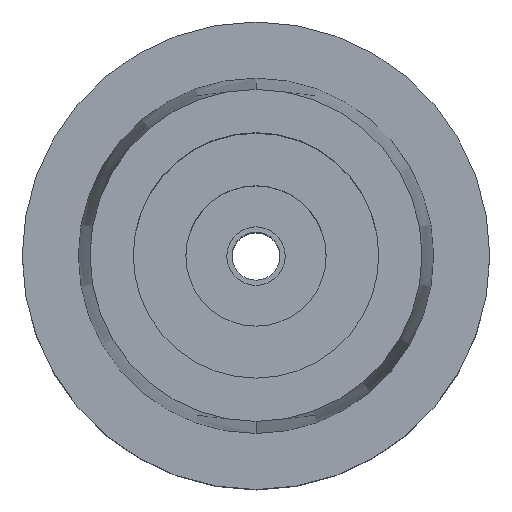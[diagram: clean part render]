
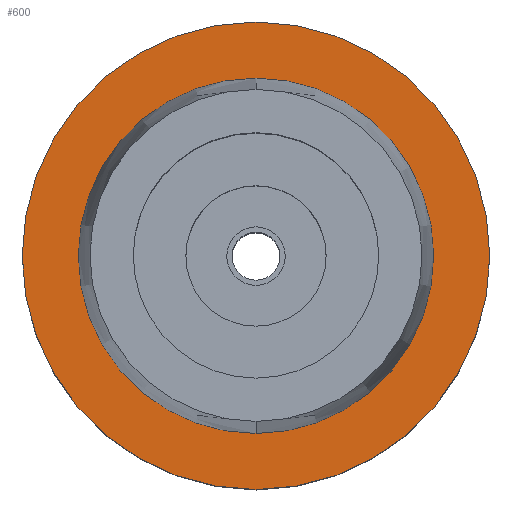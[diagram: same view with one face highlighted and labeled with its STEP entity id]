
A CAD part, top view. The second image highlights one B-rep face of the part: STEP entity #600.
In plain terms, the highlighted planar face has unit normal (0, 0, 1).
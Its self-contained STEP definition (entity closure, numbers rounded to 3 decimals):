
#35 = ORIENTED_EDGE ( 'NONE', *, *, #2594, .F. ) ;
#39 = DIRECTION ( 'NONE',  ( 0., 0., 1. ) ) ;
#69 = PLANE ( 'NONE',  #1981 ) ;
#157 = CARTESIAN_POINT ( 'NONE',  ( 0., 0., 0. ) ) ;
#219 = VERTEX_POINT ( 'NONE', #2569 ) ;
#260 = CARTESIAN_POINT ( 'NONE',  ( 0., -20., 0. ) ) ;
#393 = DIRECTION ( 'NONE',  ( 0., -1., 0. ) ) ;
#397 = CIRCLE ( 'NONE', #1631, 20. ) ;
#447 = CARTESIAN_POINT ( 'NONE',  ( 0., 0., 0. ) ) ;
#452 = EDGE_CURVE ( 'NONE', #1268, #219, #397, .T. ) ;
#475 = DIRECTION ( 'NONE',  ( 0., 0., 1. ) ) ;
#593 = VERTEX_POINT ( 'NONE', #1914 ) ;
#600 = ADVANCED_FACE ( 'NONE', ( #680, #1723 ), #69, .T. ) ;
#603 = ORIENTED_EDGE ( 'NONE', *, *, #1861, .F. ) ;
#617 = EDGE_CURVE ( 'NONE', #810, #593, #2583, .T. ) ;
#664 = AXIS2_PLACEMENT_3D ( 'NONE', #1077, #39, #1298 ) ;
#680 = FACE_OUTER_BOUND ( 'NONE', #2095, .T. ) ;
#810 = VERTEX_POINT ( 'NONE', #2414 ) ;
#1077 = CARTESIAN_POINT ( 'NONE',  ( 0., 0., 0. ) ) ;
#1118 = AXIS2_PLACEMENT_3D ( 'NONE', #1288, #1890, #2117 ) ;
#1268 = VERTEX_POINT ( 'NONE', #260 ) ;
#1288 = CARTESIAN_POINT ( 'NONE',  ( 0., 0., 0. ) ) ;
#1298 = DIRECTION ( 'NONE',  ( 0., 1., 0. ) ) ;
#1463 = CIRCLE ( 'NONE', #1118, 20. ) ;
#1631 = AXIS2_PLACEMENT_3D ( 'NONE', #1849, #2055, #393 ) ;
#1723 = FACE_BOUND ( 'NONE', #1786, .T. ) ;
#1786 = EDGE_LOOP ( 'NONE', ( #2548, #35 ) ) ;
#1832 = DIRECTION ( 'NONE',  ( 0., 0., 1. ) ) ;
#1849 = CARTESIAN_POINT ( 'NONE',  ( 0., 0., 0. ) ) ;
#1857 = CIRCLE ( 'NONE', #1900, 15.2 ) ;
#1861 = EDGE_CURVE ( 'NONE', #219, #1268, #1463, .T. ) ;
#1890 = DIRECTION ( 'NONE',  ( 0., 0., -1. ) ) ;
#1900 = AXIS2_PLACEMENT_3D ( 'NONE', #157, #1832, #2553 ) ;
#1914 = CARTESIAN_POINT ( 'NONE',  ( 0., -15.2, 0. ) ) ;
#1981 = AXIS2_PLACEMENT_3D ( 'NONE', #447, #475, #2112 ) ;
#2055 = DIRECTION ( 'NONE',  ( 0., 0., -1. ) ) ;
#2095 = EDGE_LOOP ( 'NONE', ( #603, #2561 ) ) ;
#2112 = DIRECTION ( 'NONE',  ( 1., 0., 0. ) ) ;
#2117 = DIRECTION ( 'NONE',  ( 0., 1., 0. ) ) ;
#2414 = CARTESIAN_POINT ( 'NONE',  ( 0., 15.2, 0. ) ) ;
#2548 = ORIENTED_EDGE ( 'NONE', *, *, #617, .F. ) ;
#2553 = DIRECTION ( 'NONE',  ( 0., -1., 0. ) ) ;
#2561 = ORIENTED_EDGE ( 'NONE', *, *, #452, .F. ) ;
#2569 = CARTESIAN_POINT ( 'NONE',  ( 0., 20., 0. ) ) ;
#2583 = CIRCLE ( 'NONE', #664, 15.2 ) ;
#2594 = EDGE_CURVE ( 'NONE', #593, #810, #1857, .T. ) ;
